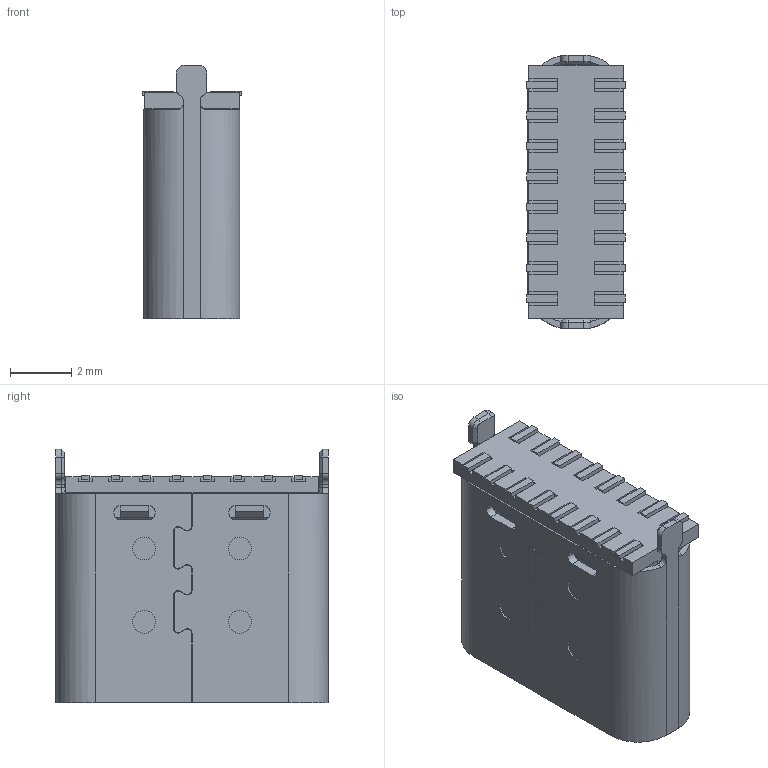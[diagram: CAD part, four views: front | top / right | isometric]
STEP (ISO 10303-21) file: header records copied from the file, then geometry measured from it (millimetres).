
FILE_DESCRIPTION (( 'STEP AP203' ), '1' );
FILE_NAME ('TYPE-C 16PIN-蕾泂7.4H.STEP', '2024-12-09T07:16:59', ( 'User' ), ( 'China' ), 'SwSTEP 2.0', 'SolidWorks 2021', '' );
FILE_SCHEMA (( 'CONFIG_CONTROL_DESIGN' ));
Length unit declared in the file: millimetre
Products named in the file (1): TYPE-C 16PIN-蕾泂7.4H
Bounding box: 3.22 x 8.94 x 8.3 mm (x, y, z)
Volume: 101.6 mm3; surface area: 571 mm2
Topology: 20 solids, 24 shells, 1096 faces, 3150 edges, 2110 vertices
Faces by surface type: plane 662, cylinder 406, cone 24, bspline 4
Entity records: 36313 total; most frequent: CARTESIAN_POINT 6705, ORIENTED_EDGE 6300, DIRECTION 6132, EDGE_CURVE 3150, VECTOR 2290, LINE 2290, VERTEX_POINT 2110, AXIS2_PLACEMENT_3D 1921
